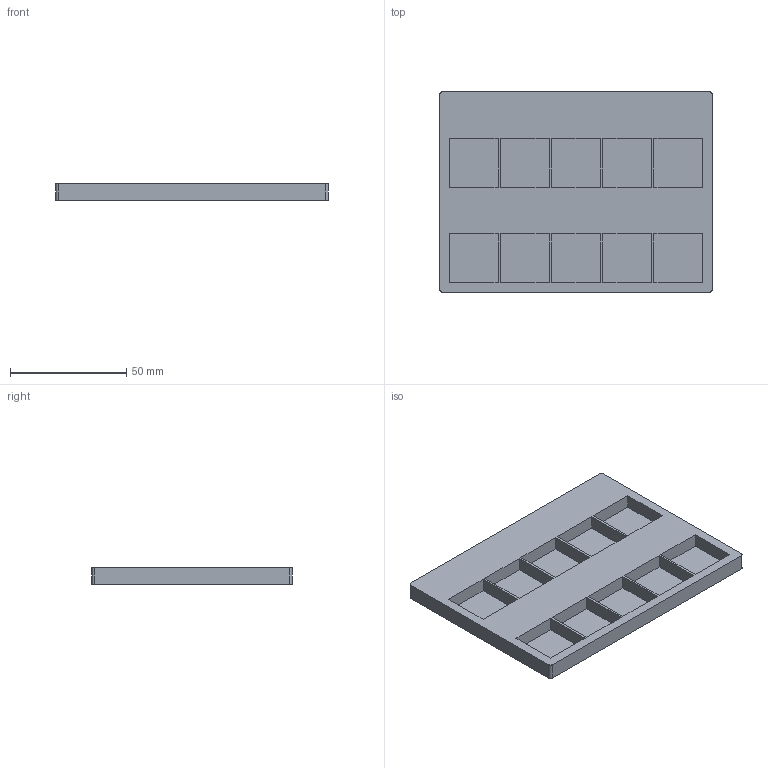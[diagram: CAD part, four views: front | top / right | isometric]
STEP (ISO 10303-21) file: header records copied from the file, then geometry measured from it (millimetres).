
FILE_DESCRIPTION(/* description */ (''),/* implementation_level */ '2;1');
FILE_NAME(/* name */ '3D Printing Reference Parts.step',/* time_stamp */ '2025-04-23T12:57:57-05:00',/* author */ (''),/* organization */ (''),/* preprocessor_version */ 'ST-DEVELOPER v20.1',/* originating_system */ 'Autodesk Translation Framework v14.4.0.0',/* authorisation */ '');
FILE_SCHEMA (('AUTOMOTIVE_DESIGN { 1 0 10303 214 3 1 1 }'));
Length unit declared in the file: millimetre
Products named in the file (2): (Unsaved); Cube Holder
Assembly tree (1 placements, depth 2):
  (Unsaved)
    Cube Holder
Bounding box: 117 x 86 x 7 mm (x, y, z)
Volume: 43968 mm3; surface area: 27992.3 mm2
Topology: 1 solids, 1 shells, 60 faces, 144 edges, 96 vertices
Faces by surface type: plane 56, cylinder 4
Entity records: 1769 total; most frequent: CARTESIAN_POINT 303, ORIENTED_EDGE 288, DIRECTION 278, EDGE_CURVE 144, LINE 136, VECTOR 136, VERTEX_POINT 96, AXIS2_PLACEMENT_3D 71
